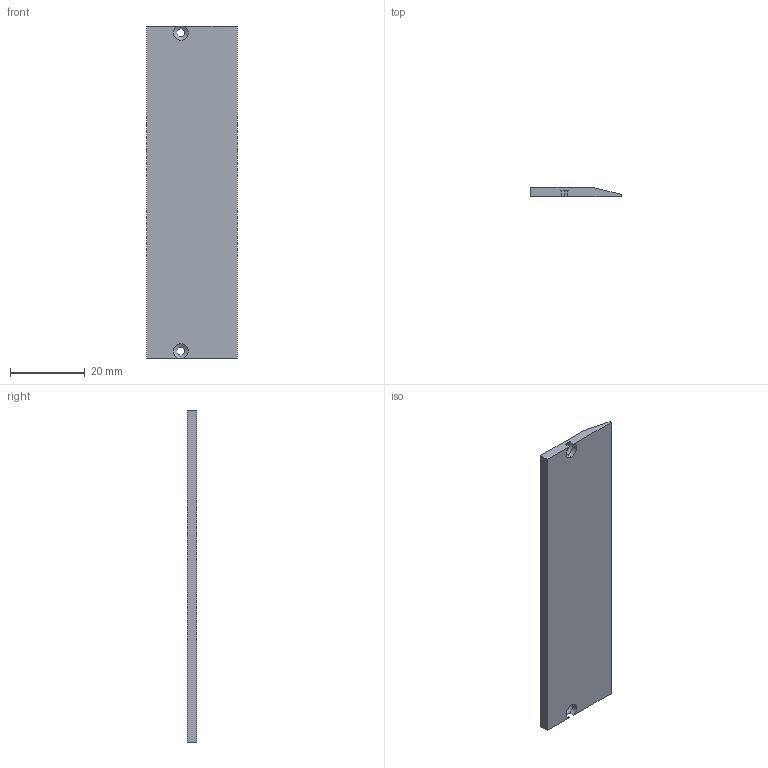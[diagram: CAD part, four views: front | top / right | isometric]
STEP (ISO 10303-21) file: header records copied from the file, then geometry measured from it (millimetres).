
FILE_DESCRIPTION (( 'STEP AP214' ), '1' );
FILE_NAME ('ﾊ琿鞦粽隆 瑙褻.STEP', '2023-12-12T16:59:16', ( '' ), ( '' ), 'SwSTEP 2.0', 'SolidWorks 2022', '' );
FILE_SCHEMA (( 'AUTOMOTIVE_DESIGN' ));
Length unit declared in the file: millimetre
Products named in the file (1): Калибровочный фланец
Bounding box: 24.3 x 2.5 x 89 mm (x, y, z)
Volume: 4643.7 mm3; surface area: 4742 mm2
Topology: 1 solids, 1 shells, 18 faces, 49 edges, 31 vertices
Faces by surface type: cylinder 7, plane 7, cone 4
Entity records: 614 total; most frequent: CARTESIAN_POINT 111, DIRECTION 98, ORIENTED_EDGE 98, EDGE_CURVE 49, AXIS2_PLACEMENT_3D 34, VERTEX_POINT 31, LINE 30, VECTOR 30
